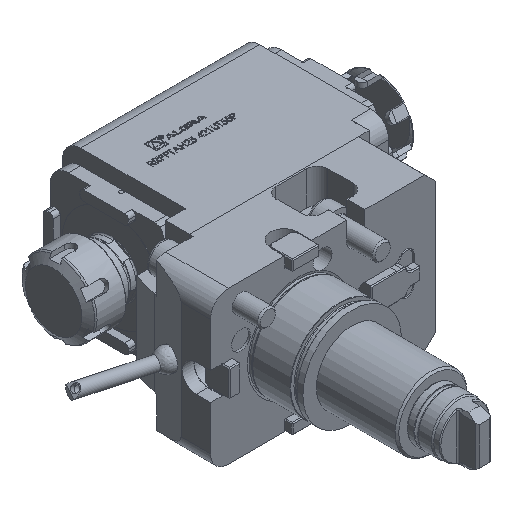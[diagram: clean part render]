
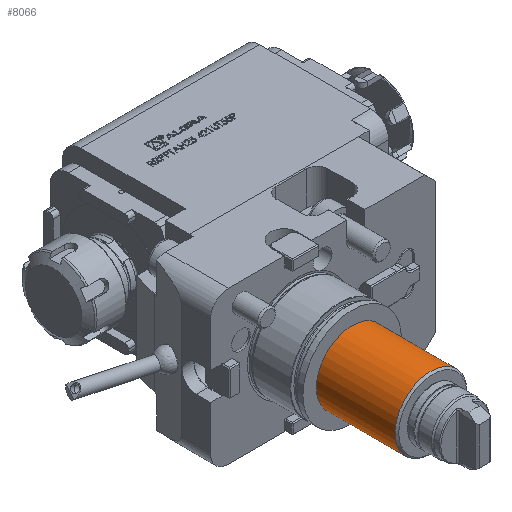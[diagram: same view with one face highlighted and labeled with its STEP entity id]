
A CAD part, isometric view. The second image highlights one B-rep face of the part: STEP entity #8066.
In plain terms, the highlighted cylindrical face has radius 20 mm (diameter 40 mm), a full revolution.
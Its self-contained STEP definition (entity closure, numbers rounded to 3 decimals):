
#298 = CARTESIAN_POINT ( 'NONE',  ( 0., 45., 0. ) ) ;
#2323 = AXIS2_PLACEMENT_3D ( 'NONE', #13569, #7605, #34002 ) ;
#2368 = CIRCLE ( 'NONE', #25618, 20. ) ;
#2369 = EDGE_CURVE ( 'NONE', #17825, #17825, #2368, .T. ) ;
#2867 = CARTESIAN_POINT ( 'NONE',  ( 0., 45., -20. ) ) ;
#4279 = FACE_OUTER_BOUND ( 'NONE', #8166, .T. ) ;
#7605 = DIRECTION ( 'NONE',  ( 0., -1., 0. ) ) ;
#8066 = ADVANCED_FACE ( 'Defeature completata3_46', ( #16180, #4279 ), #24938, .T. ) ;
#8166 = EDGE_LOOP ( 'NONE', ( #9685 ) ) ;
#9685 = ORIENTED_EDGE ( 'NONE', *, *, #2369, .T. ) ;
#10419 = CARTESIAN_POINT ( 'NONE',  ( 0., 0., 0. ) ) ;
#13569 = CARTESIAN_POINT ( 'NONE',  ( 0., 1., 0. ) ) ;
#16180 = FACE_OUTER_BOUND ( 'NONE', #27190, .T. ) ;
#17825 = VERTEX_POINT ( 'NONE', #2867 ) ;
#18045 = AXIS2_PLACEMENT_3D ( 'NONE', #10419, #21703, #19415 ) ;
#19415 = DIRECTION ( 'NONE',  ( 0., 0., -1. ) ) ;
#21703 = DIRECTION ( 'NONE',  ( 0., -1., 0. ) ) ;
#23083 = DIRECTION ( 'NONE',  ( 0., 0., -1. ) ) ;
#23638 = DIRECTION ( 'NONE',  ( 0., -1., 0. ) ) ;
#24938 = CYLINDRICAL_SURFACE ( 'NONE', #18045, 20. ) ;
#25543 = CIRCLE ( 'NONE', #2323, 20. ) ;
#25618 = AXIS2_PLACEMENT_3D ( 'NONE', #298, #23638, #23083 ) ;
#27190 = EDGE_LOOP ( 'NONE', ( #35596 ) ) ;
#34002 = DIRECTION ( 'NONE',  ( 0., 0., -1. ) ) ;
#34044 = VERTEX_POINT ( 'NONE', #37330 ) ;
#35596 = ORIENTED_EDGE ( 'NONE', *, *, #36963, .F. ) ;
#36963 = EDGE_CURVE ( 'NONE', #34044, #34044, #25543, .T. ) ;
#37330 = CARTESIAN_POINT ( 'NONE',  ( 0., 1., -20. ) ) ;
